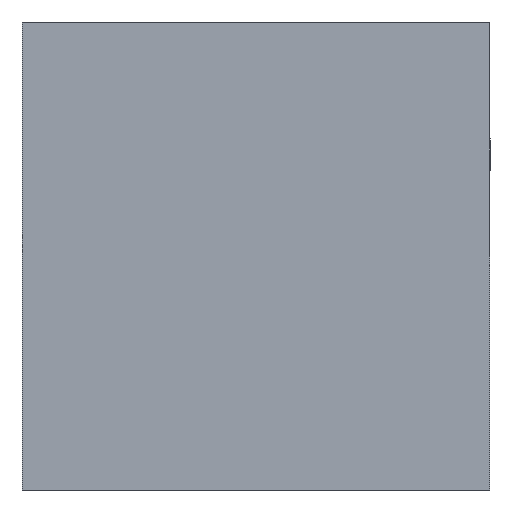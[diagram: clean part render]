
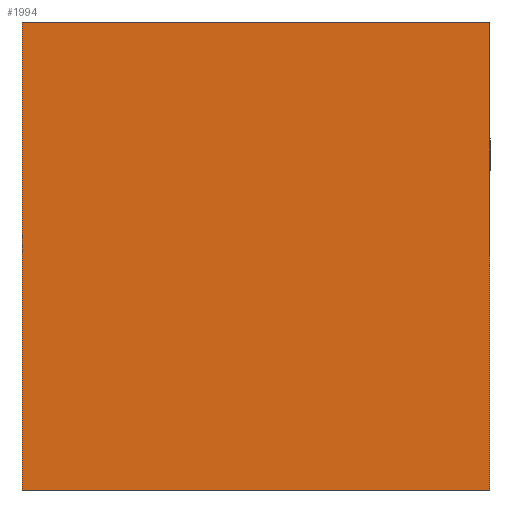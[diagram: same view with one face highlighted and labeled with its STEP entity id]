
A CAD part, front view. The second image highlights one B-rep face of the part: STEP entity #1994.
In plain terms, the highlighted planar face has unit normal (0, -1, 0).
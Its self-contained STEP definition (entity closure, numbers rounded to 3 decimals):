
#48 = VECTOR ( 'NONE', #1765, 1000. ) ;
#49 = EDGE_CURVE ( 'NONE', #2086, #176, #2607, .T. ) ;
#140 = CARTESIAN_POINT ( 'NONE',  ( 6., 0., 6. ) ) ;
#170 = EDGE_CURVE ( 'NONE', #1676, #2086, #317, .T. ) ;
#172 = LINE ( 'NONE', #712, #759 ) ;
#176 = VERTEX_POINT ( 'NONE', #3485 ) ;
#314 = CARTESIAN_POINT ( 'NONE',  ( 6., 0., 6. ) ) ;
#317 = LINE ( 'NONE', #2627, #48 ) ;
#674 = VECTOR ( 'NONE', #1481, 1000. ) ;
#712 = CARTESIAN_POINT ( 'NONE',  ( 0., 0., 6. ) ) ;
#759 = VECTOR ( 'NONE', #1328, 1000. ) ;
#827 = AXIS2_PLACEMENT_3D ( 'NONE', #2036, #3441, #1737 ) ;
#911 = VERTEX_POINT ( 'NONE', #2831 ) ;
#1004 = ORIENTED_EDGE ( 'NONE', *, *, #170, .F. ) ;
#1247 = EDGE_CURVE ( 'NONE', #911, #176, #3014, .T. ) ;
#1328 = DIRECTION ( 'NONE',  ( 0., 0., -1. ) ) ;
#1481 = DIRECTION ( 'NONE',  ( 0., 0., -1. ) ) ;
#1597 = EDGE_CURVE ( 'NONE', #1676, #911, #172, .T. ) ;
#1676 = VERTEX_POINT ( 'NONE', #2586 ) ;
#1722 = FACE_OUTER_BOUND ( 'NONE', #3296, .T. ) ;
#1737 = DIRECTION ( 'NONE',  ( 0., 0., 1. ) ) ;
#1765 = DIRECTION ( 'NONE',  ( 1., 0., 0. ) ) ;
#1939 = ORIENTED_EDGE ( 'NONE', *, *, #1597, .T. ) ;
#1994 = ADVANCED_FACE ( 'NONE', ( #1722 ), #2624, .F. ) ;
#2036 = CARTESIAN_POINT ( 'NONE',  ( 0., 0., 6. ) ) ;
#2086 = VERTEX_POINT ( 'NONE', #140 ) ;
#2586 = CARTESIAN_POINT ( 'NONE',  ( 0., 0., 6. ) ) ;
#2604 = ORIENTED_EDGE ( 'NONE', *, *, #49, .F. ) ;
#2607 = LINE ( 'NONE', #314, #674 ) ;
#2616 = ORIENTED_EDGE ( 'NONE', *, *, #1247, .T. ) ;
#2624 = PLANE ( 'NONE',  #827 ) ;
#2627 = CARTESIAN_POINT ( 'NONE',  ( 0., 0., 6. ) ) ;
#2831 = CARTESIAN_POINT ( 'NONE',  ( 0., 0., 0. ) ) ;
#3014 = LINE ( 'NONE', #3569, #3321 ) ;
#3293 = DIRECTION ( 'NONE',  ( 1., 0., 0. ) ) ;
#3296 = EDGE_LOOP ( 'NONE', ( #2616, #2604, #1004, #1939 ) ) ;
#3321 = VECTOR ( 'NONE', #3293, 1000. ) ;
#3441 = DIRECTION ( 'NONE',  ( 0., 1., 0. ) ) ;
#3485 = CARTESIAN_POINT ( 'NONE',  ( 6., 0., 0. ) ) ;
#3569 = CARTESIAN_POINT ( 'NONE',  ( 0., 0., 0. ) ) ;
